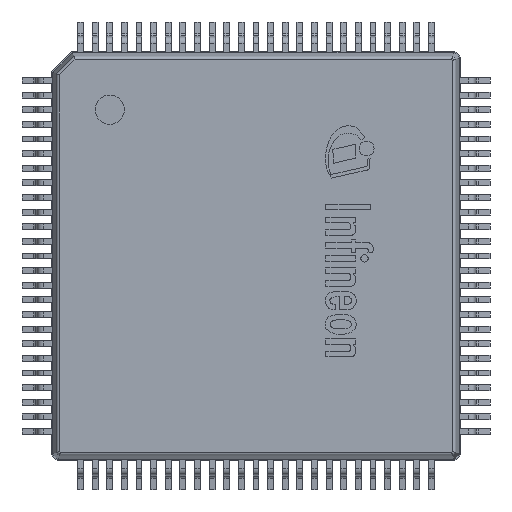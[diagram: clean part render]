
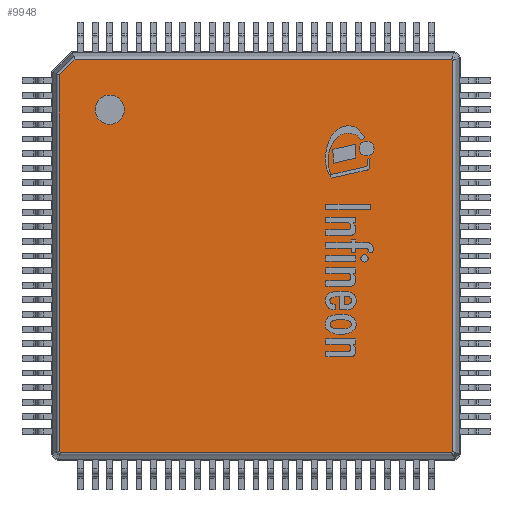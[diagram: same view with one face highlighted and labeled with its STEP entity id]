
A CAD part, top view. The second image highlights one B-rep face of the part: STEP entity #9948.
In plain terms, the highlighted planar face has unit normal (0, 0, 1).
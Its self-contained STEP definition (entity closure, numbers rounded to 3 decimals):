
#208=FACE_BOUND('',#1355,.T.);
#215=CIRCLE('',#10591,0.5);
#216=CIRCLE('',#10592,0.5);
#763=FACE_OUTER_BOUND('',#1354,.T.);
#1354=EDGE_LOOP('',(#6622,#6623,#6624,#6625,#6626,#6627,#6628,#6629));
#1355=EDGE_LOOP('',(#6630,#6631));
#1954=LINE('',#14293,#3012);
#1956=LINE('',#14301,#3014);
#1958=LINE('',#14307,#3016);
#1960=LINE('',#14313,#3018);
#1962=LINE('',#14319,#3020);
#1965=LINE('',#14327,#3023);
#1967=LINE('',#14333,#3025);
#1969=LINE('',#14337,#3027);
#3012=VECTOR('',#11481,1.);
#3014=VECTOR('',#11489,1.);
#3016=VECTOR('',#11495,1.);
#3018=VECTOR('',#11501,1.);
#3020=VECTOR('',#11507,1.);
#3023=VECTOR('',#11514,1.);
#3025=VECTOR('',#11520,1.);
#3027=VECTOR('',#11526,1.);
#4062=VERTEX_POINT('',#14291);
#4063=VERTEX_POINT('',#14292);
#4066=VERTEX_POINT('',#14300);
#4068=VERTEX_POINT('',#14306);
#4070=VERTEX_POINT('',#14312);
#4072=VERTEX_POINT('',#14318);
#4075=VERTEX_POINT('',#14326);
#4077=VERTEX_POINT('',#14332);
#4083=VERTEX_POINT('',#14357);
#4084=VERTEX_POINT('',#14358);
#5058=EDGE_CURVE('',#4062,#4063,#1954,.T.);
#5062=EDGE_CURVE('',#4063,#4066,#1956,.T.);
#5065=EDGE_CURVE('',#4066,#4068,#1958,.T.);
#5068=EDGE_CURVE('',#4068,#4070,#1960,.T.);
#5071=EDGE_CURVE('',#4070,#4072,#1962,.T.);
#5075=EDGE_CURVE('',#4072,#4075,#1965,.T.);
#5078=EDGE_CURVE('',#4075,#4077,#1967,.T.);
#5081=EDGE_CURVE('',#4077,#4062,#1969,.T.);
#5091=EDGE_CURVE('',#4083,#4084,#215,.T.);
#5092=EDGE_CURVE('',#4084,#4083,#216,.T.);
#6622=ORIENTED_EDGE('',*,*,#5058,.F.);
#6623=ORIENTED_EDGE('',*,*,#5081,.F.);
#6624=ORIENTED_EDGE('',*,*,#5078,.F.);
#6625=ORIENTED_EDGE('',*,*,#5075,.F.);
#6626=ORIENTED_EDGE('',*,*,#5071,.F.);
#6627=ORIENTED_EDGE('',*,*,#5068,.F.);
#6628=ORIENTED_EDGE('',*,*,#5065,.F.);
#6629=ORIENTED_EDGE('',*,*,#5062,.F.);
#6630=ORIENTED_EDGE('',*,*,#5091,.F.);
#6631=ORIENTED_EDGE('',*,*,#5092,.F.);
#9524=PLANE('',#10590);
#9948=ADVANCED_FACE('',(#763,#208),#9524,.T.);
#10590=AXIS2_PLACEMENT_3D('',#14356,#11544,#11545);
#10591=AXIS2_PLACEMENT_3D('',#14359,#11546,#11547);
#10592=AXIS2_PLACEMENT_3D('',#14360,#11548,#11549);
#11481=DIRECTION('',(0.707,-0.707,0.));
#11489=DIRECTION('',(0.,-1.,0.));
#11495=DIRECTION('',(-0.707,-0.707,0.));
#11501=DIRECTION('',(-1.,0.,0.));
#11507=DIRECTION('',(-0.707,0.707,0.));
#11514=DIRECTION('',(0.,1.,0.));
#11520=DIRECTION('',(0.707,0.707,0.));
#11526=DIRECTION('',(1.,0.,0.));
#11544=DIRECTION('center_axis',(0.,0.,1.));
#11545=DIRECTION('ref_axis',(1.,0.,0.));
#11546=DIRECTION('center_axis',(0.,0.,1.));
#11547=DIRECTION('ref_axis',(1.,0.,0.));
#11548=DIRECTION('center_axis',(0.,0.,1.));
#11549=DIRECTION('ref_axis',(1.,0.,0.));
#14291=CARTESIAN_POINT('',(6.688,6.728,1.6));
#14292=CARTESIAN_POINT('',(6.728,6.688,1.6));
#14293=CARTESIAN_POINT('',(6.751,6.665,1.6));
#14300=CARTESIAN_POINT('',(6.728,-6.688,1.6));
#14301=CARTESIAN_POINT('',(6.728,-3.39,1.6));
#14306=CARTESIAN_POINT('',(6.688,-6.728,1.6));
#14307=CARTESIAN_POINT('',(6.665,-6.751,1.6));
#14312=CARTESIAN_POINT('',(-6.688,-6.728,1.6));
#14313=CARTESIAN_POINT('',(-3.39,-6.728,1.6));
#14318=CARTESIAN_POINT('',(-6.728,-6.688,1.6));
#14319=CARTESIAN_POINT('',(-6.751,-6.665,1.6));
#14326=CARTESIAN_POINT('',(-6.728,6.188,1.6));
#14327=CARTESIAN_POINT('',(-6.728,3.14,1.6));
#14332=CARTESIAN_POINT('',(-6.188,6.728,1.6));
#14333=CARTESIAN_POINT('',(-6.29,6.626,1.6));
#14337=CARTESIAN_POINT('',(3.39,6.728,1.6));
#14356=CARTESIAN_POINT('Origin',(0.,0.,1.6));
#14357=CARTESIAN_POINT('',(-4.5,5.,1.6));
#14358=CARTESIAN_POINT('',(-5.5,5.,1.6));
#14359=CARTESIAN_POINT('Origin',(-5.,5.,1.6));
#14360=CARTESIAN_POINT('Origin',(-5.,5.,1.6));
